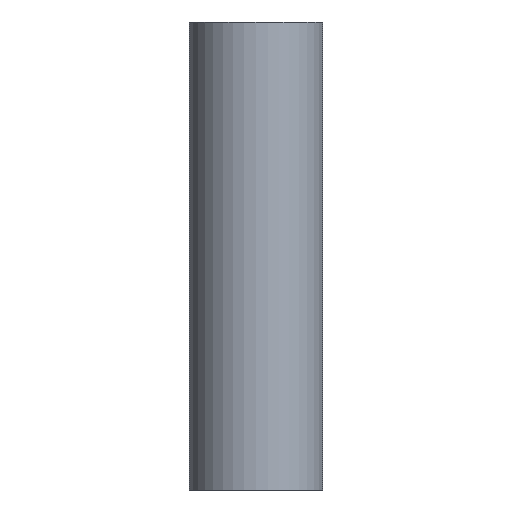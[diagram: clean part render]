
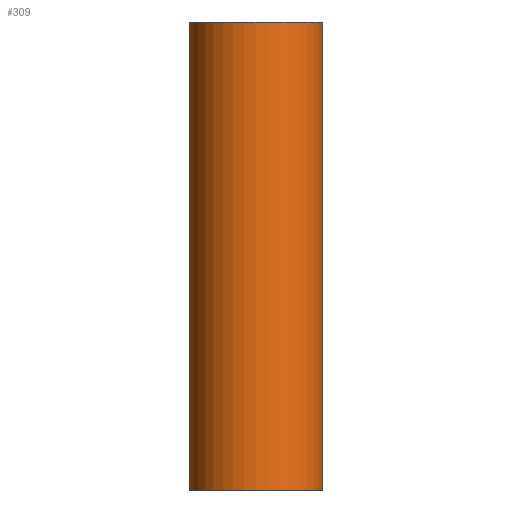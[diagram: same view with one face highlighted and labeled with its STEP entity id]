
A CAD part, front view. The second image highlights one B-rep face of the part: STEP entity #309.
In plain terms, the highlighted cylindrical face has radius 38.1 mm (diameter 76.2 mm), a full revolution.
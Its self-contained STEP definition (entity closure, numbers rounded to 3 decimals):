
#119=CARTESIAN_POINT('',(38.1,0.0,0.0));
#120=VERTEX_POINT('',#119);
#121=CARTESIAN_POINT('',(-38.1,0.0,0.0));
#122=VERTEX_POINT('',#121);
#130=CARTESIAN_POINT('',(0.0,0.0,0.0));
#131=DIRECTION('',(0.0,0.716,-0.698));
#132=DIRECTION('',(0.0,0.698,0.716));
#133=AXIS2_PLACEMENT_3D('',#130,#131,#132);
#134=ELLIPSE('',#133,54.593,38.1);
#135=EDGE_CURVE('',#122,#120,#134,.T.);
#198=CARTESIAN_POINT('',(0.0,0.0,0.0));
#199=DIRECTION('',(0.0,0.716,0.698));
#200=DIRECTION('',(0.0,0.698,-0.716));
#201=AXIS2_PLACEMENT_3D('',#198,#199,#200);
#202=ELLIPSE('',#201,54.593,38.1);
#203=EDGE_CURVE('',#120,#122,#202,.T.);
#278=CARTESIAN_POINT('',(0.0,0.0,0.0));
#279=DIRECTION('',(0.0,0.0,1.0));
#280=DIRECTION('',(-1.0,0.0,0.0));
#281=AXIS2_PLACEMENT_3D('',#278,#279,#280);
#282=CYLINDRICAL_SURFACE('',#281,38.1);
#283=CARTESIAN_POINT('',(38.1,0.,134.0));
#284=VERTEX_POINT('',#283);
#285=CARTESIAN_POINT('',(0.0,0.0,134.0));
#286=DIRECTION('',(0.0,0.0,-1.0));
#287=DIRECTION('',(-1.0,0.0,0.0));
#288=AXIS2_PLACEMENT_3D('',#285,#286,#287);
#289=CIRCLE('',#288,38.1);
#290=EDGE_CURVE('',#284,#284,#289,.T.);
#291=ORIENTED_EDGE('',*,*,#290,.T.);
#292=EDGE_LOOP('',(#291));
#293=FACE_OUTER_BOUND('',#292,.T.);
#294=ORIENTED_EDGE('',*,*,#135,.F.);
#295=ORIENTED_EDGE('',*,*,#203,.F.);
#296=EDGE_LOOP('',(#294,#295));
#297=FACE_BOUND('',#296,.T.);
#298=CARTESIAN_POINT('',(38.1,0.,-134.0));
#299=VERTEX_POINT('',#298);
#300=CARTESIAN_POINT('',(0.0,0.0,-134.0));
#301=DIRECTION('',(0.0,0.0,1.0));
#302=DIRECTION('',(-1.0,0.0,0.0));
#303=AXIS2_PLACEMENT_3D('',#300,#301,#302);
#304=CIRCLE('',#303,38.1);
#305=EDGE_CURVE('',#299,#299,#304,.T.);
#306=ORIENTED_EDGE('',*,*,#305,.T.);
#307=EDGE_LOOP('',(#306));
#308=FACE_BOUND('',#307,.T.);
#309=ADVANCED_FACE('',(#293,#297,#308),#282,.T.);
